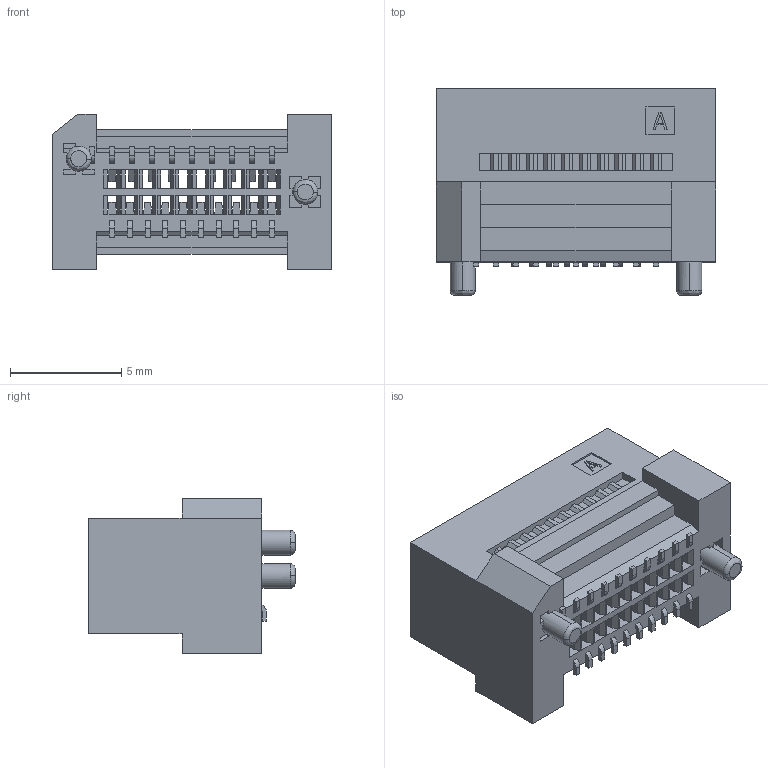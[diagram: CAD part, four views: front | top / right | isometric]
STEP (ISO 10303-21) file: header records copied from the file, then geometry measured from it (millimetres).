
FILE_DESCRIPTION (( 'STEP AP214' ), '1' );
FILE_NAME ('370-020-229-102.STEP', '2020-05-19T13:13:45', ( '' ), ( '' ), 'SwSTEP 2.0', 'SolidWorks 2020', '' );
FILE_SCHEMA (( 'AUTOMOTIVE_DESIGN' ));
Length unit declared in the file: inch
Products named in the file (1): 370-020-229-102
Bounding box: 12.6 x 9.3 x 7 mm (x, y, z)
Volume: 391.9 mm3; surface area: 747.5 mm2
Topology: 1 solids, 1 shells, 639 faces, 1889 edges, 1259 vertices
Faces by surface type: plane 551, cylinder 84, bspline 4
Entity records: 25448 total; most frequent: CARTESIAN_POINT 3871, ORIENTED_EDGE 3778, DIRECTION 3345, EDGE_CURVE 1889, VECTOR 1691, LINE 1691, VERTEX_POINT 1259, AXIS2_PLACEMENT_3D 827
